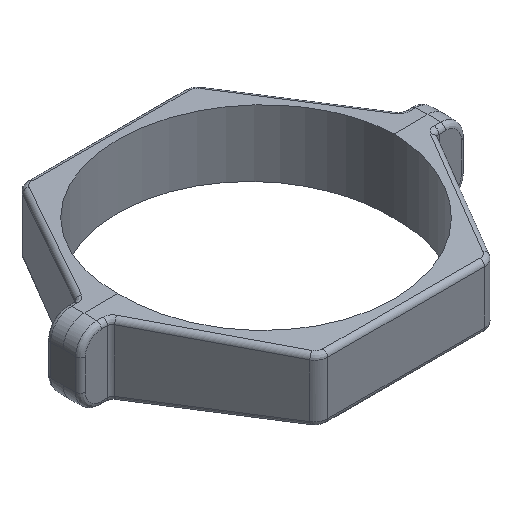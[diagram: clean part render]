
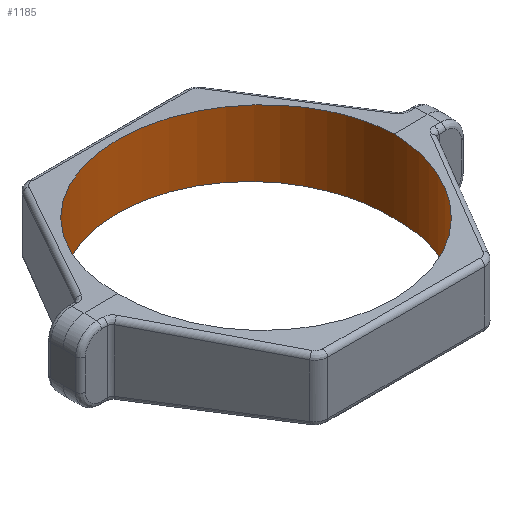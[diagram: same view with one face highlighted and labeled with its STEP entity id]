
A CAD part, isometric view. The second image highlights one B-rep face of the part: STEP entity #1185.
In plain terms, the highlighted cylindrical face has radius 84.138 mm (diameter 168.275 mm), a full revolution.
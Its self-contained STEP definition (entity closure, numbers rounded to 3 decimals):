
#143 = VERTEX_POINT ( 'NONE', #1016 ) ;
#214 = CARTESIAN_POINT ( 'NONE',  ( 84.138, -168.275, -16.429 ) ) ;
#220 = DIRECTION ( 'NONE',  ( 1., 0., 0. ) ) ;
#365 = VERTEX_POINT ( 'NONE', #483 ) ;
#404 = EDGE_CURVE ( 'NONE', #2084, #365, #1707, .T. ) ;
#429 = CARTESIAN_POINT ( 'NONE',  ( 84.138, 0., 22.305 ) ) ;
#439 = CARTESIAN_POINT ( 'NONE',  ( 84.138, 0., -22.305 ) ) ;
#477 = CARTESIAN_POINT ( 'NONE',  ( -84.138, 0., -22.305 ) ) ;
#483 = CARTESIAN_POINT ( 'NONE',  ( 84.138, 0., -22.305 ) ) ;
#527 = FACE_OUTER_BOUND ( 'NONE', #1771, .T. ) ;
#661 = CARTESIAN_POINT ( 'NONE',  ( 84.137, -168.275, 16.429 ) ) ;
#816 = EDGE_CURVE ( 'NONE', #2317, #143, #2042, .T. ) ;
#861 =( BOUNDED_CURVE ( )  B_SPLINE_CURVE ( 3, ( #2964, #2298, #1493, #1467 ),
 .UNSPECIFIED., .F., .F. ) 
 B_SPLINE_CURVE_WITH_KNOTS ( ( 4, 4 ),
 ( 4.712, 7.854 ),
 .UNSPECIFIED. ) 
 CURVE ( )  GEOMETRIC_REPRESENTATION_ITEM ( )  RATIONAL_B_SPLINE_CURVE ( ( 1., 0.333, 0.333, 1. ) ) 
 REPRESENTATION_ITEM ( '' )  );
#866 = CYLINDRICAL_SURFACE ( 'NONE', #2269, 84.138 ) ;
#913 = CARTESIAN_POINT ( 'NONE',  ( 0., 0., -22.305 ) ) ;
#957 = FACE_OUTER_BOUND ( 'NONE', #1948, .T. ) ;
#987 = ORIENTED_EDGE ( 'NONE', *, *, #2535, .T. ) ;
#1016 = CARTESIAN_POINT ( 'NONE',  ( 84.138, 0., 22.305 ) ) ;
#1023 = CARTESIAN_POINT ( 'NONE',  ( 84.137, 168.275, 16.429 ) ) ;
#1141 = CARTESIAN_POINT ( 'NONE',  ( -84.138, -168.275, 16.429 ) ) ;
#1161 = CARTESIAN_POINT ( 'NONE',  ( -84.138, 0., 22.305 ) ) ;
#1185 = ADVANCED_FACE ( 'NONE', ( #527, #957 ), #866, .F. ) ;
#1248 = EDGE_CURVE ( 'NONE', #2317, #143, #1856, .T. ) ;
#1262 = CARTESIAN_POINT ( 'NONE',  ( 84.138, 0., 22.305 ) ) ;
#1343 = ORIENTED_EDGE ( 'NONE', *, *, #816, .F. ) ;
#1368 = CARTESIAN_POINT ( 'NONE',  ( -84.138, -168.275, -16.429 ) ) ;
#1467 = CARTESIAN_POINT ( 'NONE',  ( 84.138, 0., -22.305 ) ) ;
#1493 = CARTESIAN_POINT ( 'NONE',  ( 84.137, 168.275, -16.429 ) ) ;
#1707 =( BOUNDED_CURVE ( )  B_SPLINE_CURVE ( 3, ( #2712, #1368, #214, #439 ),
 .UNSPECIFIED., .F., .F. ) 
 B_SPLINE_CURVE_WITH_KNOTS ( ( 4, 4 ),
 ( 4.712, 7.854 ),
 .UNSPECIFIED. ) 
 CURVE ( )  GEOMETRIC_REPRESENTATION_ITEM ( )  RATIONAL_B_SPLINE_CURVE ( ( 1., 0.333, 0.333, 1. ) ) 
 REPRESENTATION_ITEM ( '' )  );
#1771 = EDGE_LOOP ( 'NONE', ( #987, #2653 ) ) ;
#1856 =( BOUNDED_CURVE ( )  B_SPLINE_CURVE ( 3, ( #1161, #1141, #661, #429 ),
 .UNSPECIFIED., .F., .F. ) 
 B_SPLINE_CURVE_WITH_KNOTS ( ( 4, 4 ),
 ( 1.571, 4.712 ),
 .UNSPECIFIED. ) 
 CURVE ( )  GEOMETRIC_REPRESENTATION_ITEM ( )  RATIONAL_B_SPLINE_CURVE ( ( 1., 0.333, 0.333, 1. ) ) 
 REPRESENTATION_ITEM ( '' )  );
#1948 = EDGE_LOOP ( 'NONE', ( #2962, #1343 ) ) ;
#2042 =( BOUNDED_CURVE ( )  B_SPLINE_CURVE ( 3, ( #2369, #2621, #1023, #1262 ),
 .UNSPECIFIED., .F., .F. ) 
 B_SPLINE_CURVE_WITH_KNOTS ( ( 4, 4 ),
 ( 1.571, 4.712 ),
 .UNSPECIFIED. ) 
 CURVE ( )  GEOMETRIC_REPRESENTATION_ITEM ( )  RATIONAL_B_SPLINE_CURVE ( ( 1., 0.333, 0.333, 1. ) ) 
 REPRESENTATION_ITEM ( '' )  );
#2084 = VERTEX_POINT ( 'NONE', #477 ) ;
#2269 = AXIS2_PLACEMENT_3D ( 'NONE', #913, #2922, #220 ) ;
#2298 = CARTESIAN_POINT ( 'NONE',  ( -84.137, 168.275, -16.429 ) ) ;
#2317 = VERTEX_POINT ( 'NONE', #2874 ) ;
#2369 = CARTESIAN_POINT ( 'NONE',  ( -84.138, 0., 22.305 ) ) ;
#2535 = EDGE_CURVE ( 'NONE', #2084, #365, #861, .T. ) ;
#2621 = CARTESIAN_POINT ( 'NONE',  ( -84.137, 168.275, 16.429 ) ) ;
#2653 = ORIENTED_EDGE ( 'NONE', *, *, #404, .F. ) ;
#2712 = CARTESIAN_POINT ( 'NONE',  ( -84.138, 0., -22.305 ) ) ;
#2874 = CARTESIAN_POINT ( 'NONE',  ( -84.138, 0., 22.305 ) ) ;
#2922 = DIRECTION ( 'NONE',  ( 0., 0., 1. ) ) ;
#2962 = ORIENTED_EDGE ( 'NONE', *, *, #1248, .T. ) ;
#2964 = CARTESIAN_POINT ( 'NONE',  ( -84.138, 0., -22.305 ) ) ;
